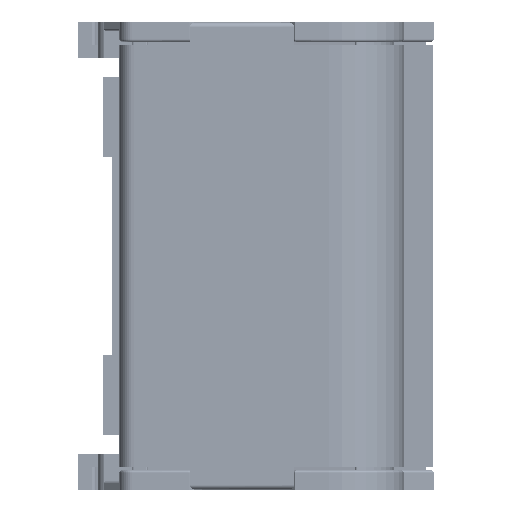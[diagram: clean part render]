
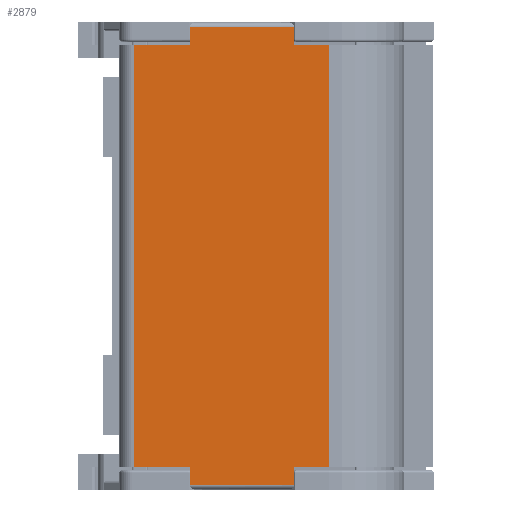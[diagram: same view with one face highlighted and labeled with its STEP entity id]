
A CAD part, left-side view. The second image highlights one B-rep face of the part: STEP entity #2879.
In plain terms, the highlighted planar face has unit normal (-1, 0, 0).
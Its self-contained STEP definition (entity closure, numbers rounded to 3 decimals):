
#2879=ADVANCED_FACE('',(#5092),#4194,.F.);
#4194=PLANE('',#26027);
#5092=FACE_OUTER_BOUND('',#6416,.T.);
#6416=EDGE_LOOP('',(#9563,#9564,#9565,#9566,#9567,#9568,#9569,#9570,#9571,
#9572,#9573,#9574,#9575,#9576));
#9563=ORIENTED_EDGE('',*,*,#18333,.T.);
#9564=ORIENTED_EDGE('',*,*,#18334,.F.);
#9565=ORIENTED_EDGE('',*,*,#18335,.F.);
#9566=ORIENTED_EDGE('',*,*,#18336,.T.);
#9567=ORIENTED_EDGE('',*,*,#18337,.T.);
#9568=ORIENTED_EDGE('',*,*,#18338,.F.);
#9569=ORIENTED_EDGE('',*,*,#18339,.T.);
#9570=ORIENTED_EDGE('',*,*,#18340,.T.);
#9571=ORIENTED_EDGE('',*,*,#18341,.T.);
#9572=ORIENTED_EDGE('',*,*,#18342,.T.);
#9573=ORIENTED_EDGE('',*,*,#18343,.F.);
#9574=ORIENTED_EDGE('',*,*,#18344,.F.);
#9575=ORIENTED_EDGE('',*,*,#18345,.F.);
#9576=ORIENTED_EDGE('',*,*,#18346,.T.);
#15589=VERTEX_POINT('',#35373);
#15590=VERTEX_POINT('',#35374);
#15591=VERTEX_POINT('',#35376);
#15592=VERTEX_POINT('',#35378);
#15593=VERTEX_POINT('',#35380);
#15594=VERTEX_POINT('',#35382);
#15595=VERTEX_POINT('',#35384);
#15596=VERTEX_POINT('',#35386);
#15597=VERTEX_POINT('',#35388);
#15598=VERTEX_POINT('',#35390);
#15599=VERTEX_POINT('',#35392);
#15600=VERTEX_POINT('',#35394);
#15601=VERTEX_POINT('',#35396);
#15602=VERTEX_POINT('',#35398);
#18333=EDGE_CURVE('',#15589,#15590,#21842,.T.);
#18334=EDGE_CURVE('',#15591,#15590,#21843,.T.);
#18335=EDGE_CURVE('',#15592,#15591,#21844,.T.);
#18336=EDGE_CURVE('',#15592,#15593,#21845,.T.);
#18337=EDGE_CURVE('',#15593,#15594,#21846,.T.);
#18338=EDGE_CURVE('',#15595,#15594,#21847,.T.);
#18339=EDGE_CURVE('',#15595,#15596,#21848,.T.);
#18340=EDGE_CURVE('',#15596,#15597,#21849,.T.);
#18341=EDGE_CURVE('',#15597,#15598,#21850,.T.);
#18342=EDGE_CURVE('',#15598,#15599,#21851,.T.);
#18343=EDGE_CURVE('',#15600,#15599,#21852,.T.);
#18344=EDGE_CURVE('',#15601,#15600,#21853,.T.);
#18345=EDGE_CURVE('',#15602,#15601,#21854,.T.);
#18346=EDGE_CURVE('',#15602,#15589,#21855,.T.);
#21842=LINE('',#35372,#24058);
#21843=LINE('',#35375,#24059);
#21844=LINE('',#35377,#24060);
#21845=LINE('',#35379,#24061);
#21846=LINE('',#35381,#24062);
#21847=LINE('',#35383,#24063);
#21848=LINE('',#35385,#24064);
#21849=LINE('',#35387,#24065);
#21850=LINE('',#35389,#24066);
#21851=LINE('',#35391,#24067);
#21852=LINE('',#35393,#24068);
#21853=LINE('',#35395,#24069);
#21854=LINE('',#35397,#24070);
#21855=LINE('',#35399,#24071);
#24058=VECTOR('',#29249,1.);
#24059=VECTOR('',#29250,1.);
#24060=VECTOR('',#29251,1.);
#24061=VECTOR('',#29252,1.);
#24062=VECTOR('',#29253,1.);
#24063=VECTOR('',#29254,1.);
#24064=VECTOR('',#29255,1.);
#24065=VECTOR('',#29256,1.);
#24066=VECTOR('',#29257,1.);
#24067=VECTOR('',#29258,1.);
#24068=VECTOR('',#29259,1.);
#24069=VECTOR('',#29260,1.);
#24070=VECTOR('',#29261,1.);
#24071=VECTOR('',#29262,1.);
#26027=AXIS2_PLACEMENT_3D('',#35400,#29263,#29264);
#29249=DIRECTION('',(0.,1.,0.));
#29250=DIRECTION('',(0.,0.,1.));
#29251=DIRECTION('',(0.,-1.,0.));
#29252=DIRECTION('',(0.,0.,-1.));
#29253=DIRECTION('',(0.,-1.,0.));
#29254=DIRECTION('',(0.,0.,1.));
#29255=DIRECTION('',(0.,-1.,0.));
#29256=DIRECTION('',(0.,-1.,0.));
#29257=DIRECTION('',(0.,0.,1.));
#29258=DIRECTION('',(0.,-1.,0.));
#29259=DIRECTION('',(0.,0.,-1.));
#29260=DIRECTION('',(0.,0.,-1.));
#29261=DIRECTION('',(0.,-1.,0.));
#29262=DIRECTION('',(0.,0.,1.));
#29263=DIRECTION('',(1.,0.,0.));
#29264=DIRECTION('',(0.,1.,0.));
#35372=CARTESIAN_POINT('',(6.937,26.184,-107.85));
#35373=CARTESIAN_POINT('',(6.937,11.884,-107.85));
#35374=CARTESIAN_POINT('',(6.937,26.184,-107.85));
#35375=CARTESIAN_POINT('',(6.937,26.184,-164.8));
#35376=CARTESIAN_POINT('',(6.937,26.184,-110.2));
#35377=CARTESIAN_POINT('',(6.937,33.634,-110.2));
#35378=CARTESIAN_POINT('',(6.937,33.834,-110.2));
#35379=CARTESIAN_POINT('',(6.937,33.834,-164.4));
#35380=CARTESIAN_POINT('',(6.937,33.834,-168.2));
#35381=CARTESIAN_POINT('',(6.937,33.634,-168.2));
#35382=CARTESIAN_POINT('',(6.937,26.184,-168.2));
#35383=CARTESIAN_POINT('',(6.937,26.184,-164.4));
#35384=CARTESIAN_POINT('',(6.937,26.184,-170.55));
#35385=CARTESIAN_POINT('',(6.937,33.434,-170.55));
#35386=CARTESIAN_POINT('',(6.937,20.397,-170.55));
#35387=CARTESIAN_POINT('',(6.937,33.434,-170.55));
#35388=CARTESIAN_POINT('',(6.937,11.884,-170.55));
#35389=CARTESIAN_POINT('',(6.937,11.884,-164.4));
#35390=CARTESIAN_POINT('',(6.937,11.884,-168.2));
#35391=CARTESIAN_POINT('',(6.937,33.434,-168.2));
#35392=CARTESIAN_POINT('',(6.937,7.034,-168.2));
#35393=CARTESIAN_POINT('',(6.937,7.034,-139.));
#35394=CARTESIAN_POINT('',(6.937,7.034,-160.358));
#35395=CARTESIAN_POINT('',(6.937,7.034,-139.));
#35396=CARTESIAN_POINT('',(6.937,7.034,-110.2));
#35397=CARTESIAN_POINT('',(6.937,33.434,-110.2));
#35398=CARTESIAN_POINT('',(6.937,11.884,-110.2));
#35399=CARTESIAN_POINT('',(6.937,11.884,-164.8));
#35400=CARTESIAN_POINT('',(6.937,33.434,-164.4));
